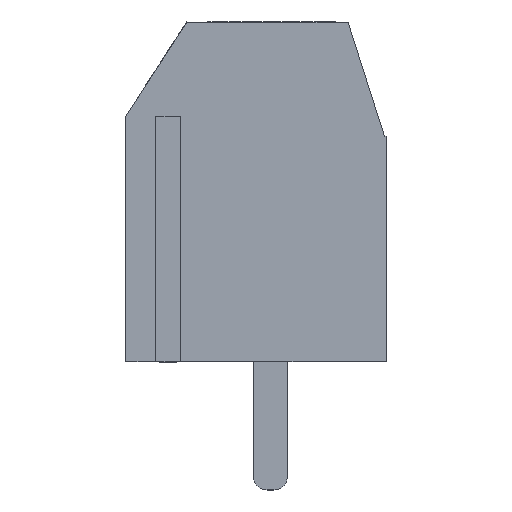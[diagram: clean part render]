
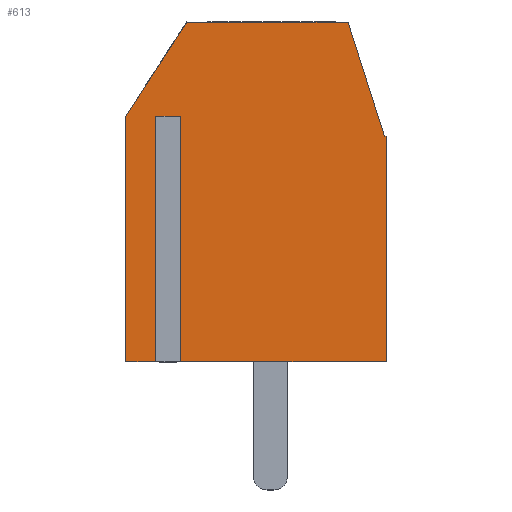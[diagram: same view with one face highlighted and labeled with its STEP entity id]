
A CAD part, left-side view. The second image highlights one B-rep face of the part: STEP entity #613.
In plain terms, the highlighted face is planar.
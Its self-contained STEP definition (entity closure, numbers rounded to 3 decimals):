
#54 = VERTEX_POINT('',#55);
#55 = CARTESIAN_POINT('',(-17.924,-12.907,30.));
#61 = EDGE_CURVE('',#54,#62,#64,.T.);
#62 = VERTEX_POINT('',#63);
#63 = CARTESIAN_POINT('',(-17.924,-5.672,30.));
#64 = LINE('',#65,#66);
#65 = CARTESIAN_POINT('',(-17.924,-12.907,30.));
#66 = VECTOR('',#67,1.);
#67 = DIRECTION('',(0.,1.,0.));
#294 = VERTEX_POINT('',#295);
#295 = CARTESIAN_POINT('',(-10.246,-12.907,30.));
#301 = EDGE_CURVE('',#294,#302,#304,.T.);
#302 = VERTEX_POINT('',#303);
#303 = CARTESIAN_POINT('',(-16.424,-12.907,30.));
#304 = LINE('',#305,#306);
#305 = CARTESIAN_POINT('',(-10.246,-12.907,30.));
#306 = VECTOR('',#307,1.);
#307 = DIRECTION('',(-1.,0.,0.));
#310 = VERTEX_POINT('',#311);
#311 = CARTESIAN_POINT('',(-16.924,-12.907,30.));
#317 = EDGE_CURVE('',#310,#54,#318,.T.);
#318 = LINE('',#319,#320);
#319 = CARTESIAN_POINT('',(-10.246,-12.907,30.));
#320 = VECTOR('',#321,1.);
#321 = DIRECTION('',(-1.,0.,0.));
#375 = EDGE_CURVE('',#62,#376,#378,.T.);
#376 = VERTEX_POINT('',#377);
#377 = CARTESIAN_POINT('',(-16.128,-2.893,30.));
#378 = LINE('',#379,#380);
#379 = CARTESIAN_POINT('',(-17.924,-5.672,30.));
#380 = VECTOR('',#381,1.);
#381 = DIRECTION('',(0.543,0.84,0.));
#613 = ADVANCED_FACE('',(#614),#672,.T.);
#614 = FACE_BOUND('',#615,.T.);
#615 = EDGE_LOOP('',(#616,#617,#618,#626,#634,#640,#641,#649,#657,#665,
    #671));
#616 = ORIENTED_EDGE('',*,*,#61,.F.);
#617 = ORIENTED_EDGE('',*,*,#317,.F.);
#618 = ORIENTED_EDGE('',*,*,#619,.F.);
#619 = EDGE_CURVE('',#620,#310,#622,.T.);
#620 = VERTEX_POINT('',#621);
#621 = CARTESIAN_POINT('',(-16.924,-5.672,30.));
#622 = LINE('',#623,#624);
#623 = CARTESIAN_POINT('',(-16.924,-5.672,30.));
#624 = VECTOR('',#625,1.);
#625 = DIRECTION('',(0.,-1.,0.));
#626 = ORIENTED_EDGE('',*,*,#627,.F.);
#627 = EDGE_CURVE('',#628,#620,#630,.T.);
#628 = VERTEX_POINT('',#629);
#629 = CARTESIAN_POINT('',(-16.424,-5.672,30.));
#630 = LINE('',#631,#632);
#631 = CARTESIAN_POINT('',(-16.424,-5.672,30.));
#632 = VECTOR('',#633,1.);
#633 = DIRECTION('',(-1.,0.,0.));
#634 = ORIENTED_EDGE('',*,*,#635,.F.);
#635 = EDGE_CURVE('',#302,#628,#636,.T.);
#636 = LINE('',#637,#638);
#637 = CARTESIAN_POINT('',(-16.424,-12.907,30.));
#638 = VECTOR('',#639,1.);
#639 = DIRECTION('',(0.,1.,0.));
#640 = ORIENTED_EDGE('',*,*,#301,.F.);
#641 = ORIENTED_EDGE('',*,*,#642,.F.);
#642 = EDGE_CURVE('',#643,#294,#645,.T.);
#643 = VERTEX_POINT('',#644);
#644 = CARTESIAN_POINT('',(-10.246,-6.256,30.));
#645 = LINE('',#646,#647);
#646 = CARTESIAN_POINT('',(-10.246,-6.256,30.));
#647 = VECTOR('',#648,1.);
#648 = DIRECTION('',(0.,-1.,0.));
#649 = ORIENTED_EDGE('',*,*,#650,.F.);
#650 = EDGE_CURVE('',#651,#643,#653,.T.);
#651 = VERTEX_POINT('',#652);
#652 = CARTESIAN_POINT('',(-10.297,-6.256,30.));
#653 = LINE('',#654,#655);
#654 = CARTESIAN_POINT('',(-10.297,-6.256,30.));
#655 = VECTOR('',#656,1.);
#656 = DIRECTION('',(1.,0.,0.));
#657 = ORIENTED_EDGE('',*,*,#658,.F.);
#658 = EDGE_CURVE('',#659,#651,#661,.T.);
#659 = VERTEX_POINT('',#660);
#660 = CARTESIAN_POINT('',(-11.373,-2.893,30.));
#661 = LINE('',#662,#663);
#662 = CARTESIAN_POINT('',(-11.373,-2.893,30.));
#663 = VECTOR('',#664,1.);
#664 = DIRECTION('',(0.305,-0.952,0.));
#665 = ORIENTED_EDGE('',*,*,#666,.F.);
#666 = EDGE_CURVE('',#376,#659,#667,.T.);
#667 = LINE('',#668,#669);
#668 = CARTESIAN_POINT('',(-16.128,-2.893,30.));
#669 = VECTOR('',#670,1.);
#670 = DIRECTION('',(1.,0.,0.));
#671 = ORIENTED_EDGE('',*,*,#375,.F.);
#672 = PLANE('',#673);
#673 = AXIS2_PLACEMENT_3D('',#674,#675,#676);
#674 = CARTESIAN_POINT('',(-14.046,-8.264,30.));
#675 = DIRECTION('',(0.,0.,1.));
#676 = DIRECTION('',(1.,0.,0.));
